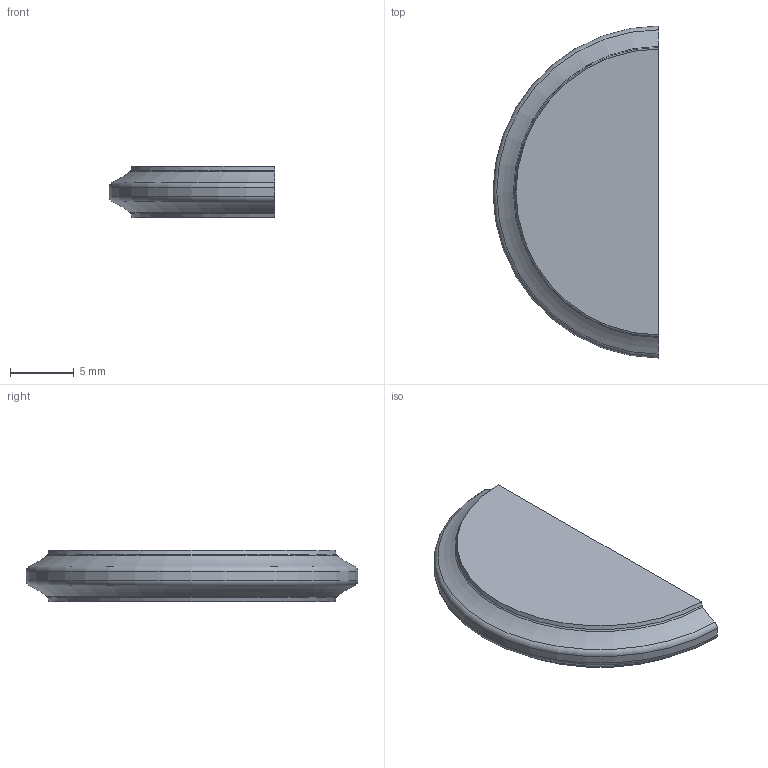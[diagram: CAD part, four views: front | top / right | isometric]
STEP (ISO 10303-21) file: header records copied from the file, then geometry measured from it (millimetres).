
FILE_DESCRIPTION(('Open CASCADE Model'),'2;1');
FILE_NAME('Open CASCADE Shape Model','2026-01-27T19:39:11',('Author'),( 'Open CASCADE'),'Open CASCADE STEP processor 7.8','Open CASCADE 7.8' ,'Unknown');
FILE_SCHEMA(('AUTOMOTIVE_DESIGN { 1 0 10303 214 1 1 1 1 }'));
Length unit declared in the file: millimetre
Products named in the file (2): dac5989e-fbb7-11f0-8b0d-fbd29de25cef; spline_cutter
Assembly tree (1 placements, depth 2):
  dac5989e-fbb7-11f0-8b0d-fbd29de25cef
    spline_cutter
Bounding box: 13 x 26 x 4 mm (x, y, z)
Volume: 939.9 mm3; surface area: 714.1 mm2
Topology: 1 solids, 1 shells, 12 faces, 30 edges, 20 vertices
Faces by surface type: torus 6, plane 3, cone 2, cylinder 1
Entity records: 812 total; most frequent: CARTESIAN_POINT 160, DIRECTION 134, ORIENTED_EDGE 60, PCURVE 60, DEFINITIONAL_REPRESENTATION 60, LINE 54, VECTOR 54, AXIS2_PLACEMENT_3D 36
